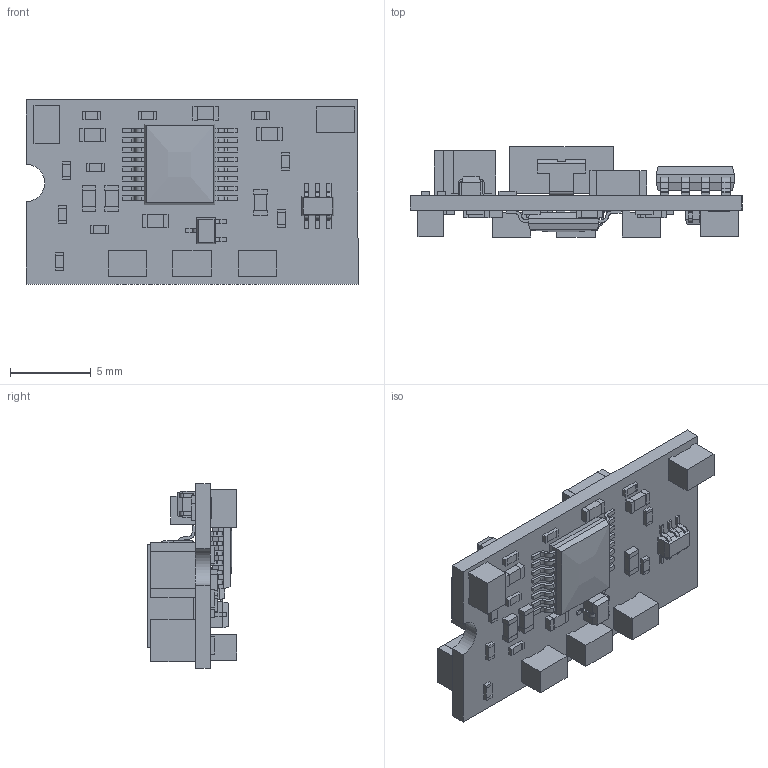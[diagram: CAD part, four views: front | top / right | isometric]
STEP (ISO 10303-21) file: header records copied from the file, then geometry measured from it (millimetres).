
FILE_DESCRIPTION (( 'STEP AP214' ), '1' );
FILE_NAME ('VPVPOL5041668551026.step', '2008-04-16T10:09:17', ( 'SysAdmin' ), ( 'SolidWorks' ), 'SwSTEP 2.0', 'SolidWorks 2008', '' );
FILE_SCHEMA (( 'AUTOMOTIVE_DESIGN' ));
Length unit declared in the file: millimetre
Products named in the file (13): CUI-VPOL5A-12-SMT_SMT_RESISTOR_150MM_TALL; CUI-VPOL5A-12-SMT_SMT_RESISTOR_0402; CUI-VPOL5A-12-SMT_SMT_3_LEAD_DISCRETE; CUI-VPOL5A-12-SMT_SMT_RESISTOR_0603_0603; CUI-VPOL5A-12-SMT_SMT_6_LEAD_DISCRETE; CUI-VPOL5A-12-SMT_SMT_2_LEAD_DISCRETE; CUI-VPOL5A-12-SMT_SMT_8_PIN; CUI-VPOL5A-12-SMT_SMT_RECTANGULAR_HEADER; CUI-VPOL5A-12-SMT_PCB_VPOL5A-12-SMT; CUI-VPOL5A-12-SMT_SMT_8_LEAD_MICRO; CUI-VPOL5A-12-SMT_SMT_RESISTOR_275MM_TALL; CUI-VPOL5A-12-SMT_SMT_INDUCTOR_2.2uH; VPVPOL5041668551026
Assembly tree (36 placements, depth 2):
  VPVPOL5041668551026
    CUI-VPOL5A-12-SMT_SMT_RESISTOR_0603_0603  x7
    CUI-VPOL5A-12-SMT_SMT_2_LEAD_DISCRETE
    CUI-VPOL5A-12-SMT_SMT_8_PIN
    CUI-VPOL5A-12-SMT_SMT_RECTANGULAR_HEADER  x5
    CUI-VPOL5A-12-SMT_SMT_3_LEAD_DISCRETE  x2
    CUI-VPOL5A-12-SMT_PCB_VPOL5A-12-SMT
    CUI-VPOL5A-12-SMT_SMT_RESISTOR_0402  x13
    CUI-VPOL5A-12-SMT_SMT_INDUCTOR_2.2uH
    CUI-VPOL5A-12-SMT_SMT_6_LEAD_DISCRETE
    CUI-VPOL5A-12-SMT_SMT_RESISTOR_275MM_TALL  x2
    CUI-VPOL5A-12-SMT_SMT_8_LEAD_MICRO
    CUI-VPOL5A-12-SMT_SMT_RESISTOR_150MM_TALL
Bounding box: 20.6 x 5.58 x 11.43 mm (x, y, z)
Volume: 498.2 mm3; surface area: 1206.8 mm2
Topology: 36 solids, 36 shells, 930 faces, 2370 edges, 1568 vertices
Faces by surface type: plane 770, cylinder 159, bspline 1
Entity records: 25521 total; most frequent: CARTESIAN_POINT 3347, ORIENTED_EDGE 3230, DIRECTION 3213, EDGE_CURVE 1615, LINE 1317, VECTOR 1317, VERTEX_POINT 1066, AXIS2_PLACEMENT_3D 948
